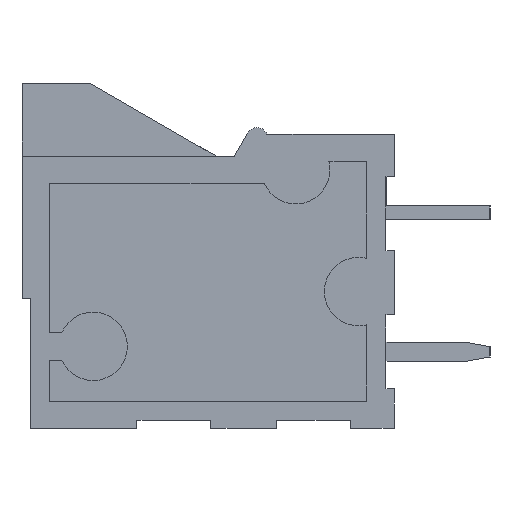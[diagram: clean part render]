
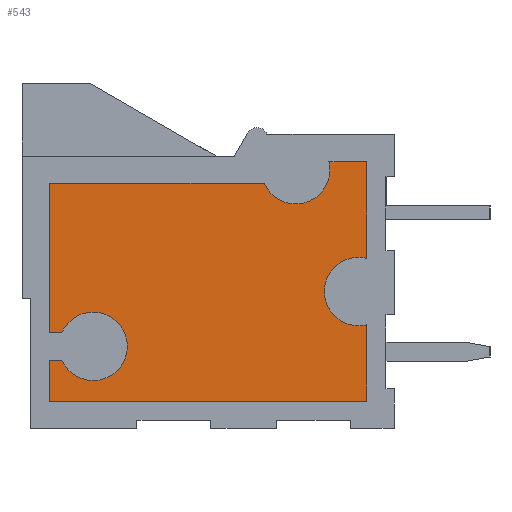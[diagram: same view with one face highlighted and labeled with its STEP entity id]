
A CAD part, left-side view. The second image highlights one B-rep face of the part: STEP entity #543.
In plain terms, the highlighted planar face has unit normal (-1, 0, 0).
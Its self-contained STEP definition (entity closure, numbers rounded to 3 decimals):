
#21 = AXIS2_PLACEMENT_3D ( 'NONE', #3179, #1855, #12693 ) ;
#28 = ORIENTED_EDGE ( 'NONE', *, *, #11411, .F. ) ;
#48 = CARTESIAN_POINT ( 'NONE',  ( 1.5, 11., -10.85 ) ) ;
#150 = CARTESIAN_POINT ( 'NONE',  ( 1.5, 1.3, -6.35 ) ) ;
#155 = CARTESIAN_POINT ( 'NONE',  ( 1.5, 1., -8.813 ) ) ;
#308 = DIRECTION ( 'NONE',  ( -1., 0., 0. ) ) ;
#405 = EDGE_CURVE ( 'NONE', #8799, #7595, #10713, .T. ) ;
#437 = EDGE_LOOP ( 'NONE', ( #1533, #7733, #1950, #6152, #10269, #13617, #3782, #7360, #6662, #11710, #7877, #1135, #2281, #10591, #14128, #28 ) ) ;
#440 = DIRECTION ( 'NONE',  ( -1., 0., 0. ) ) ;
#543 = ADVANCED_FACE ( 'NONE', ( #1630 ), #2075, .T. ) ;
#675 = LINE ( 'NONE', #8563, #8420 ) ;
#814 = EDGE_CURVE ( 'NONE', #15051, #10859, #7098, .T. ) ;
#1007 = DIRECTION ( 'NONE',  ( 0., -1., 0. ) ) ;
#1065 = VECTOR ( 'NONE', #3978, 1000. ) ;
#1135 = ORIENTED_EDGE ( 'NONE', *, *, #4549, .F. ) ;
#1161 = DIRECTION ( 'NONE',  ( 0., 0., 1. ) ) ;
#1240 = VECTOR ( 'NONE', #7722, 1000. ) ;
#1245 = CIRCLE ( 'NONE', #1478, 1.25 ) ;
#1270 = CARTESIAN_POINT ( 'NONE',  ( 1.5, 12.6, -3.65 ) ) ;
#1282 = VECTOR ( 'NONE', #1007, 1000. ) ;
#1316 = CARTESIAN_POINT ( 'NONE',  ( 1.5, 11., -8.35 ) ) ;
#1338 = EDGE_CURVE ( 'NONE', #4885, #12665, #2529, .T. ) ;
#1478 = AXIS2_PLACEMENT_3D ( 'NONE', #7699, #6585, #15070 ) ;
#1502 = DIRECTION ( 'NONE',  ( 0., 1., 0. ) ) ;
#1533 = ORIENTED_EDGE ( 'NONE', *, *, #7348, .F. ) ;
#1600 = VERTEX_POINT ( 'NONE', #155 ) ;
#1612 = CARTESIAN_POINT ( 'NONE',  ( 1.5, 1.3, -7.6 ) ) ;
#1630 = FACE_OUTER_BOUND ( 'NONE', #437, .T. ) ;
#1679 = DIRECTION ( 'NONE',  ( 0., 0., 1. ) ) ;
#1737 = CARTESIAN_POINT ( 'NONE',  ( 1.5, 12.6, 0. ) ) ;
#1749 = EDGE_CURVE ( 'NONE', #6135, #1600, #2721, .T. ) ;
#1771 = DIRECTION ( 'NONE',  ( 0., 0., 1. ) ) ;
#1852 = CARTESIAN_POINT ( 'NONE',  ( 1.5, 1.3, -7.6 ) ) ;
#1855 = DIRECTION ( 'NONE',  ( -1., 0., 0. ) ) ;
#1950 = ORIENTED_EDGE ( 'NONE', *, *, #1338, .F. ) ;
#2075 = PLANE ( 'NONE',  #2332 ) ;
#2281 = ORIENTED_EDGE ( 'NONE', *, *, #814, .T. ) ;
#2332 = AXIS2_PLACEMENT_3D ( 'NONE', #7306, #8168, #13014 ) ;
#2387 = LINE ( 'NONE', #7737, #5228 ) ;
#2397 = CIRCLE ( 'NONE', #13735, 1.25 ) ;
#2417 = CARTESIAN_POINT ( 'NONE',  ( 1.5, 1., -2.85 ) ) ;
#2529 = LINE ( 'NONE', #4109, #2908 ) ;
#2659 = CARTESIAN_POINT ( 'NONE',  ( 1.5, 1.3, -8.85 ) ) ;
#2721 = CIRCLE ( 'NONE', #4948, 1.25 ) ;
#2908 = VECTOR ( 'NONE', #5275, 1000. ) ;
#3123 = CARTESIAN_POINT ( 'NONE',  ( 1.5, 12.146, -10.1 ) ) ;
#3158 = DIRECTION ( 'NONE',  ( 0., 0., 1. ) ) ;
#3179 = CARTESIAN_POINT ( 'NONE',  ( 1.5, 11., -9.6 ) ) ;
#3685 = CARTESIAN_POINT ( 'NONE',  ( 1.5, 12.6, -11.6 ) ) ;
#3739 = CARTESIAN_POINT ( 'NONE',  ( 1.5, 11., -9.6 ) ) ;
#3782 = ORIENTED_EDGE ( 'NONE', *, *, #10635, .T. ) ;
#3978 = DIRECTION ( 'NONE',  ( 0., -1., 0. ) ) ;
#4109 = CARTESIAN_POINT ( 'NONE',  ( 1.5, 0., -2.85 ) ) ;
#4175 = VERTEX_POINT ( 'NONE', #3123 ) ;
#4312 = EDGE_CURVE ( 'NONE', #7595, #12637, #14406, .T. ) ;
#4445 = LINE ( 'NONE', #12464, #1240 ) ;
#4549 = EDGE_CURVE ( 'NONE', #15051, #9570, #5511, .T. ) ;
#4885 = VERTEX_POINT ( 'NONE', #14495 ) ;
#4948 = AXIS2_PLACEMENT_3D ( 'NONE', #1852, #9318, #10535 ) ;
#5091 = CARTESIAN_POINT ( 'NONE',  ( 1.5, 0., -3.65 ) ) ;
#5181 = CARTESIAN_POINT ( 'NONE',  ( 1.5, 3.6, -3.15 ) ) ;
#5228 = VECTOR ( 'NONE', #6532, 1000. ) ;
#5230 = LINE ( 'NONE', #14317, #12004 ) ;
#5275 = DIRECTION ( 'NONE',  ( 0., -1., 0. ) ) ;
#5511 = LINE ( 'NONE', #1737, #10997 ) ;
#6135 = VERTEX_POINT ( 'NONE', #2659 ) ;
#6152 = ORIENTED_EDGE ( 'NONE', *, *, #12977, .F. ) ;
#6532 = DIRECTION ( 'NONE',  ( 0., 0., 1. ) ) ;
#6585 = DIRECTION ( 'NONE',  ( -1., 0., 0. ) ) ;
#6662 = ORIENTED_EDGE ( 'NONE', *, *, #405, .F. ) ;
#7034 = DIRECTION ( 'NONE',  ( 0., 0., 1. ) ) ;
#7098 = LINE ( 'NONE', #7836, #1065 ) ;
#7269 = VERTEX_POINT ( 'NONE', #9806 ) ;
#7306 = CARTESIAN_POINT ( 'NONE',  ( 1.5, 0., 0. ) ) ;
#7333 = DIRECTION ( 'NONE',  ( 0., -1., 0. ) ) ;
#7348 = EDGE_CURVE ( 'NONE', #12861, #13998, #1245, .T. ) ;
#7360 = ORIENTED_EDGE ( 'NONE', *, *, #4312, .F. ) ;
#7595 = VERTEX_POINT ( 'NONE', #1316 ) ;
#7699 = CARTESIAN_POINT ( 'NONE',  ( 1.5, 1.3, -7.6 ) ) ;
#7722 = DIRECTION ( 'NONE',  ( 0., 0., 1. ) ) ;
#7733 = ORIENTED_EDGE ( 'NONE', *, *, #9111, .T. ) ;
#7737 = CARTESIAN_POINT ( 'NONE',  ( 1.5, 12.6, 0. ) ) ;
#7836 = CARTESIAN_POINT ( 'NONE',  ( 1.5, 0., -11.6 ) ) ;
#7877 = ORIENTED_EDGE ( 'NONE', *, *, #12808, .F. ) ;
#8168 = DIRECTION ( 'NONE',  ( -1., 0., 0. ) ) ;
#8420 = VECTOR ( 'NONE', #7333, 1000. ) ;
#8472 = LINE ( 'NONE', #9402, #1282 ) ;
#8563 = CARTESIAN_POINT ( 'NONE',  ( 1.5, 0., -10.1 ) ) ;
#8787 = CIRCLE ( 'NONE', #14339, 1.25 ) ;
#8799 = VERTEX_POINT ( 'NONE', #48 ) ;
#8925 = CARTESIAN_POINT ( 'NONE',  ( 1.5, 1., -6.387 ) ) ;
#9111 = EDGE_CURVE ( 'NONE', #12861, #12665, #5230, .T. ) ;
#9318 = DIRECTION ( 'NONE',  ( -1., 0., 0. ) ) ;
#9402 = CARTESIAN_POINT ( 'NONE',  ( 1.5, 0., -9.1 ) ) ;
#9570 = VERTEX_POINT ( 'NONE', #9649 ) ;
#9649 = CARTESIAN_POINT ( 'NONE',  ( 1.5, 12.6, -10.1 ) ) ;
#9806 = CARTESIAN_POINT ( 'NONE',  ( 1.5, 4.746, -3.65 ) ) ;
#9931 = CARTESIAN_POINT ( 'NONE',  ( 1.5, 1., -11.6 ) ) ;
#10269 = ORIENTED_EDGE ( 'NONE', *, *, #11802, .T. ) ;
#10274 = DIRECTION ( 'NONE',  ( -1., 0., 0. ) ) ;
#10535 = DIRECTION ( 'NONE',  ( 0., 0., 1. ) ) ;
#10591 = ORIENTED_EDGE ( 'NONE', *, *, #12459, .T. ) ;
#10635 = EDGE_CURVE ( 'NONE', #14513, #12637, #8472, .T. ) ;
#10713 = CIRCLE ( 'NONE', #21, 1.25 ) ;
#10859 = VERTEX_POINT ( 'NONE', #9931 ) ;
#10974 = DIRECTION ( 'NONE',  ( -1., 0., 0. ) ) ;
#10997 = VECTOR ( 'NONE', #1679, 1000. ) ;
#11047 = CARTESIAN_POINT ( 'NONE',  ( 1.5, 12.6, -9.1 ) ) ;
#11411 = EDGE_CURVE ( 'NONE', #13998, #6135, #2397, .T. ) ;
#11710 = ORIENTED_EDGE ( 'NONE', *, *, #13577, .F. ) ;
#11767 = CIRCLE ( 'NONE', #12348, 1.25 ) ;
#11802 = EDGE_CURVE ( 'NONE', #7269, #12683, #12607, .T. ) ;
#11933 = EDGE_CURVE ( 'NONE', #14513, #12683, #2387, .T. ) ;
#12004 = VECTOR ( 'NONE', #7034, 1000. ) ;
#12348 = AXIS2_PLACEMENT_3D ( 'NONE', #15122, #10274, #1771 ) ;
#12459 = EDGE_CURVE ( 'NONE', #10859, #1600, #4445, .T. ) ;
#12464 = CARTESIAN_POINT ( 'NONE',  ( 1.5, 1., 0. ) ) ;
#12607 = LINE ( 'NONE', #5091, #13748 ) ;
#12637 = VERTEX_POINT ( 'NONE', #15100 ) ;
#12665 = VERTEX_POINT ( 'NONE', #2417 ) ;
#12683 = VERTEX_POINT ( 'NONE', #1270 ) ;
#12693 = DIRECTION ( 'NONE',  ( 0., 0., 1. ) ) ;
#12808 = EDGE_CURVE ( 'NONE', #9570, #4175, #675, .T. ) ;
#12861 = VERTEX_POINT ( 'NONE', #8925 ) ;
#12977 = EDGE_CURVE ( 'NONE', #7269, #4885, #8787, .T. ) ;
#13014 = DIRECTION ( 'NONE',  ( 0., 0., 1. ) ) ;
#13577 = EDGE_CURVE ( 'NONE', #4175, #8799, #11767, .T. ) ;
#13617 = ORIENTED_EDGE ( 'NONE', *, *, #11933, .F. ) ;
#13735 = AXIS2_PLACEMENT_3D ( 'NONE', #1612, #308, #14895 ) ;
#13748 = VECTOR ( 'NONE', #1502, 1000. ) ;
#13998 = VERTEX_POINT ( 'NONE', #150 ) ;
#14128 = ORIENTED_EDGE ( 'NONE', *, *, #1749, .F. ) ;
#14317 = CARTESIAN_POINT ( 'NONE',  ( 1.5, 1., 0. ) ) ;
#14339 = AXIS2_PLACEMENT_3D ( 'NONE', #5181, #440, #3158 ) ;
#14406 = CIRCLE ( 'NONE', #15210, 1.25 ) ;
#14495 = CARTESIAN_POINT ( 'NONE',  ( 1.5, 2.387, -2.85 ) ) ;
#14513 = VERTEX_POINT ( 'NONE', #11047 ) ;
#14895 = DIRECTION ( 'NONE',  ( 0., 0., 1. ) ) ;
#15051 = VERTEX_POINT ( 'NONE', #3685 ) ;
#15070 = DIRECTION ( 'NONE',  ( 0., 0., 1. ) ) ;
#15100 = CARTESIAN_POINT ( 'NONE',  ( 1.5, 12.146, -9.1 ) ) ;
#15122 = CARTESIAN_POINT ( 'NONE',  ( 1.5, 11., -9.6 ) ) ;
#15210 = AXIS2_PLACEMENT_3D ( 'NONE', #3739, #10974, #1161 ) ;
